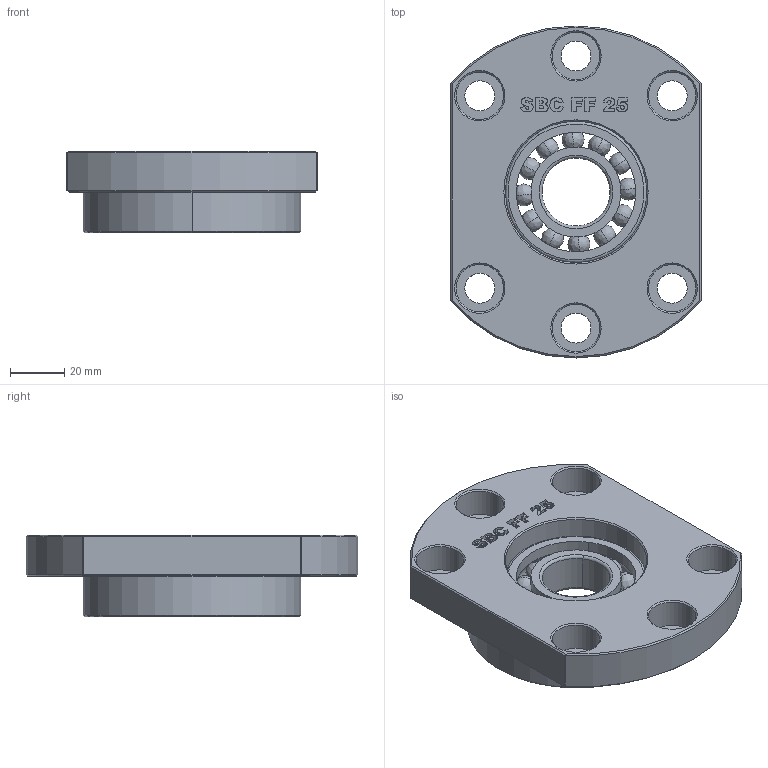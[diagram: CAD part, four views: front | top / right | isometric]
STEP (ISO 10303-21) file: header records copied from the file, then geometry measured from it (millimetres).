
FILE_DESCRIPTION (( 'STEP AP203' ), '1' );
FILE_NAME ('FF 25.STEP', '2014-10-22T05:46:57', ( 'star' ), ( '' ), 'SwSTEP 2.0', 'SolidWorks 2013', '' );
FILE_SCHEMA (( 'CONFIG_CONTROL_DESIGN' ));
Length unit declared in the file: millimetre
Products named in the file (3): FF 25; #6205(25X52X15)
Assembly tree (2 placements, depth 2):
  FF 25
    #6205(25X52X15)
    FF 25
Bounding box: 92 x 122 x 30 mm (x, y, z)
Volume: 160274 mm3; surface area: 44873 mm2
Topology: 2 solids, 2 shells, 243 faces, 734 edges, 451 vertices
Faces by surface type: plane 84, bspline 82, cylinder 43, cone 24, torus 10
Entity records: 15106 total; most frequent: CARTESIAN_POINT 8869, ORIENTED_EDGE 1372, DIRECTION 1049, EDGE_CURVE 686, VERTEX_POINT 451, AXIS2_PLACEMENT_3D 381, VECTOR 287, EDGE_LOOP 287
